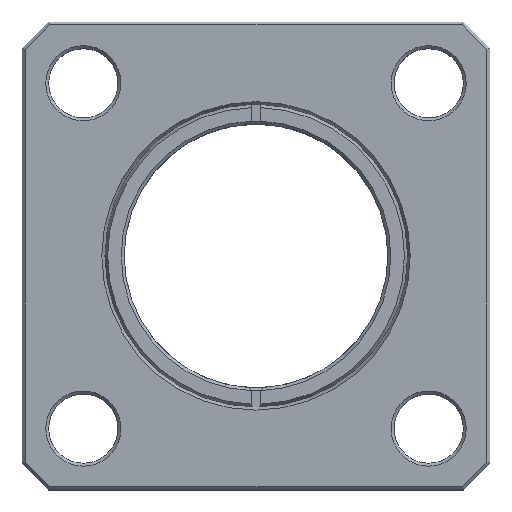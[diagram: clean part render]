
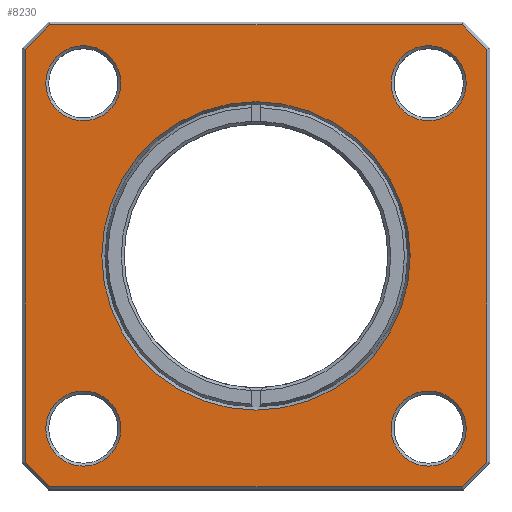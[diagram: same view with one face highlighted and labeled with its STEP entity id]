
A CAD part, top view. The second image highlights one B-rep face of the part: STEP entity #8230.
In plain terms, the highlighted planar face has unit normal (0, 0, 1).
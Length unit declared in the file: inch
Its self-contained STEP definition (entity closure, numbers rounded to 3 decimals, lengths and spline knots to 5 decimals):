
#527=FACE_BOUND('',#1227,.T.);
#528=FACE_BOUND('',#1228,.T.);
#529=FACE_BOUND('',#1229,.T.);
#530=FACE_BOUND('',#1230,.T.);
#531=FACE_BOUND('',#1231,.T.);
#572=CIRCLE('',#8734,0.1285);
#573=CIRCLE('',#8735,0.1285);
#574=CIRCLE('',#8736,0.1285);
#575=CIRCLE('',#8737,0.1285);
#576=CIRCLE('',#8738,0.5275);
#737=FACE_OUTER_BOUND('',#1226,.T.);
#1226=EDGE_LOOP('',(#5369,#5370,#5371,#5372,#5373,#5374,#5375,#5376));
#1227=EDGE_LOOP('',(#5377));
#1228=EDGE_LOOP('',(#5378));
#1229=EDGE_LOOP('',(#5379));
#1230=EDGE_LOOP('',(#5380));
#1231=EDGE_LOOP('',(#5381));
#1858=LINE('',#12144,#2596);
#1859=LINE('',#12146,#2597);
#1860=LINE('',#12148,#2598);
#1861=LINE('',#12150,#2599);
#1862=LINE('',#12152,#2600);
#1863=LINE('',#12154,#2601);
#1864=LINE('',#12156,#2602);
#1865=LINE('',#12157,#2603);
#2596=VECTOR('',#9400,1.41172);
#2597=VECTOR('',#9401,0.11899);
#2598=VECTOR('',#9402,1.41172);
#2599=VECTOR('',#9403,0.11899);
#2600=VECTOR('',#9404,1.41172);
#2601=VECTOR('',#9405,0.11899);
#2602=VECTOR('',#9406,1.41172);
#2603=VECTOR('',#9407,0.11899);
#3423=VERTEX_POINT('',#12142);
#3424=VERTEX_POINT('',#12143);
#3425=VERTEX_POINT('',#12145);
#3426=VERTEX_POINT('',#12147);
#3427=VERTEX_POINT('',#12149);
#3428=VERTEX_POINT('',#12151);
#3429=VERTEX_POINT('',#12153);
#3430=VERTEX_POINT('',#12155);
#3431=VERTEX_POINT('',#12158);
#3432=VERTEX_POINT('',#12160);
#3433=VERTEX_POINT('',#12162);
#3434=VERTEX_POINT('',#12164);
#3435=VERTEX_POINT('',#12166);
#4185=EDGE_CURVE('',#3423,#3424,#1858,.T.);
#4186=EDGE_CURVE('',#3424,#3425,#1859,.T.);
#4187=EDGE_CURVE('',#3425,#3426,#1860,.T.);
#4188=EDGE_CURVE('',#3426,#3427,#1861,.T.);
#4189=EDGE_CURVE('',#3427,#3428,#1862,.T.);
#4190=EDGE_CURVE('',#3428,#3429,#1863,.T.);
#4191=EDGE_CURVE('',#3429,#3430,#1864,.T.);
#4192=EDGE_CURVE('',#3430,#3423,#1865,.T.);
#4193=EDGE_CURVE('',#3431,#3431,#572,.F.);
#4194=EDGE_CURVE('',#3432,#3432,#573,.F.);
#4195=EDGE_CURVE('',#3433,#3433,#574,.F.);
#4196=EDGE_CURVE('',#3434,#3434,#575,.F.);
#4197=EDGE_CURVE('',#3435,#3435,#576,.F.);
#5369=ORIENTED_EDGE('',*,*,#4185,.T.);
#5370=ORIENTED_EDGE('',*,*,#4186,.T.);
#5371=ORIENTED_EDGE('',*,*,#4187,.T.);
#5372=ORIENTED_EDGE('',*,*,#4188,.T.);
#5373=ORIENTED_EDGE('',*,*,#4189,.T.);
#5374=ORIENTED_EDGE('',*,*,#4190,.T.);
#5375=ORIENTED_EDGE('',*,*,#4191,.T.);
#5376=ORIENTED_EDGE('',*,*,#4192,.T.);
#5377=ORIENTED_EDGE('',*,*,#4193,.T.);
#5378=ORIENTED_EDGE('',*,*,#4194,.T.);
#5379=ORIENTED_EDGE('',*,*,#4195,.T.);
#5380=ORIENTED_EDGE('',*,*,#4196,.T.);
#5381=ORIENTED_EDGE('',*,*,#4197,.T.);
#7494=PLANE('',#8733);
#8230=ADVANCED_FACE('',(#737,#527,#528,#529,#530,#531),#7494,.T.);
#8733=AXIS2_PLACEMENT_3D('',#12141,#9398,#9399);
#8734=AXIS2_PLACEMENT_3D('',#12159,#9408,#9409);
#8735=AXIS2_PLACEMENT_3D('',#12161,#9410,#9411);
#8736=AXIS2_PLACEMENT_3D('',#12163,#9412,#9413);
#8737=AXIS2_PLACEMENT_3D('',#12165,#9414,#9415);
#8738=AXIS2_PLACEMENT_3D('',#12167,#9416,#9417);
#9398=DIRECTION('center_axis',(0.,0.,1.));
#9399=DIRECTION('ref_axis',(1.,0.,0.));
#9400=DIRECTION('',(0.,1.,0.));
#9401=DIRECTION('',(-0.707,0.707,0.));
#9402=DIRECTION('',(-1.,0.,0.));
#9403=DIRECTION('',(-0.707,-0.707,0.));
#9404=DIRECTION('',(0.,-1.,0.));
#9405=DIRECTION('',(0.707,-0.707,0.));
#9406=DIRECTION('',(1.,0.,0.));
#9407=DIRECTION('',(0.707,0.707,0.));
#9408=DIRECTION('center_axis',(0.,0.,1.));
#9409=DIRECTION('ref_axis',(1.,0.,0.));
#9410=DIRECTION('center_axis',(0.,0.,1.));
#9411=DIRECTION('ref_axis',(1.,0.,0.));
#9412=DIRECTION('center_axis',(0.,0.,1.));
#9413=DIRECTION('ref_axis',(1.,0.,0.));
#9414=DIRECTION('center_axis',(0.,0.,1.));
#9415=DIRECTION('ref_axis',(1.,0.,0.));
#9416=DIRECTION('center_axis',(0.,0.,1.));
#9417=DIRECTION('ref_axis',(1.,0.,0.));
#12141=CARTESIAN_POINT('Origin',(0.,0.,0.175));
#12142=CARTESIAN_POINT('',(0.79,-0.70586,0.175));
#12143=CARTESIAN_POINT('',(0.79,0.70586,0.175));
#12144=CARTESIAN_POINT('',(0.79,-0.70586,0.175));
#12145=CARTESIAN_POINT('',(0.70586,0.79,0.175));
#12146=CARTESIAN_POINT('',(0.79,0.70586,0.175));
#12147=CARTESIAN_POINT('',(-0.70586,0.79,0.175));
#12148=CARTESIAN_POINT('',(0.70586,0.79,0.175));
#12149=CARTESIAN_POINT('',(-0.79,0.70586,0.175));
#12150=CARTESIAN_POINT('',(-0.70586,0.79,0.175));
#12151=CARTESIAN_POINT('',(-0.79,-0.70586,0.175));
#12152=CARTESIAN_POINT('',(-0.79,0.70586,0.175));
#12153=CARTESIAN_POINT('',(-0.70586,-0.79,0.175));
#12154=CARTESIAN_POINT('',(-0.79,-0.70586,0.175));
#12155=CARTESIAN_POINT('',(0.70586,-0.79,0.175));
#12156=CARTESIAN_POINT('',(-0.70586,-0.79,0.175));
#12157=CARTESIAN_POINT('',(0.70586,-0.79,0.175));
#12158=CARTESIAN_POINT('',(-0.71905,0.59055,0.175));
#12159=CARTESIAN_POINT('Origin',(-0.59055,0.59055,0.175));
#12160=CARTESIAN_POINT('',(0.46205,0.59055,0.175));
#12161=CARTESIAN_POINT('Origin',(0.59055,0.59055,0.175));
#12162=CARTESIAN_POINT('',(-0.71905,-0.59055,0.175));
#12163=CARTESIAN_POINT('Origin',(-0.59055,-0.59055,
0.175));
#12164=CARTESIAN_POINT('',(0.46205,-0.59055,0.175));
#12165=CARTESIAN_POINT('Origin',(0.59055,-0.59055,0.175));
#12166=CARTESIAN_POINT('',(-0.5275,0.,0.175));
#12167=CARTESIAN_POINT('Origin',(0.,0.,
0.175));
